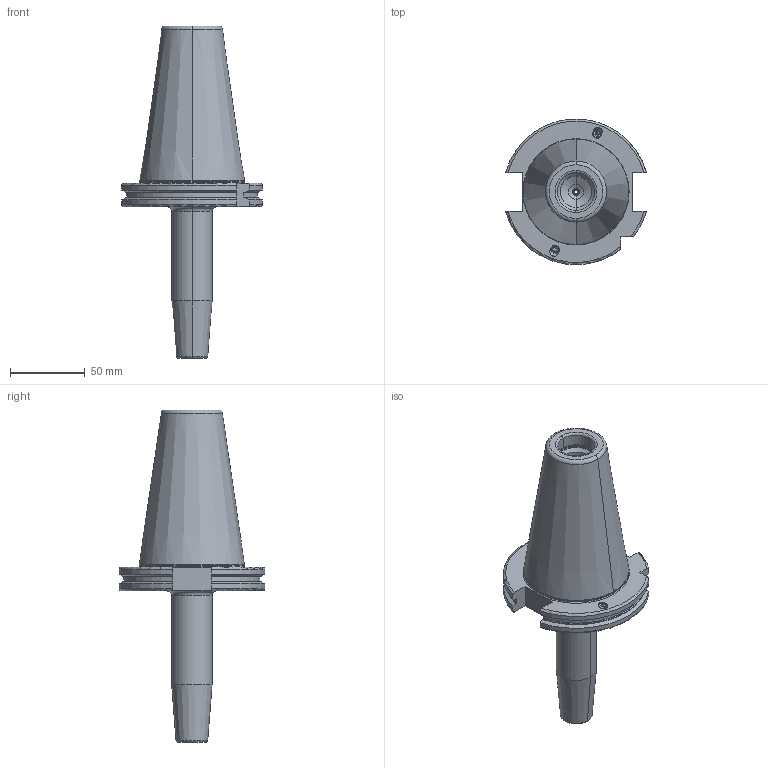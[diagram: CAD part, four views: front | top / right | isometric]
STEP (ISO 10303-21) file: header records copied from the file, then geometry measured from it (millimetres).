
FILE_DESCRIPTION((''),'2;1');
FILE_NAME('503_71_06_1','2020-04-21T',('104091'),(''),'CREO PARAMETRIC BY PTC INC, 2015290','CREO PARAMETRIC BY PTC INC, 2015290','');
FILE_SCHEMA(('CONFIG_CONTROL_DESIGN'));
Length unit declared in the file: millimetre
Products named in the file (1): 503_71_06_1
Bounding box: 94.05 x 97.31 x 221.75 mm (x, y, z)
Volume: 369698 mm3; surface area: 53964.4 mm2
Topology: 1 solids, 3 shells, 168 faces, 400 edges, 248 vertices
Faces by surface type: plane 53, cone 44, cylinder 41, torus 30
Entity records: 5072 total; most frequent: CARTESIAN_POINT 1127, DIRECTION 863, ORIENTED_EDGE 778, EDGE_CURVE 389, AXIS2_PLACEMENT_3D 338, VERTEX_POINT 238, VECTOR 187, LINE 187
